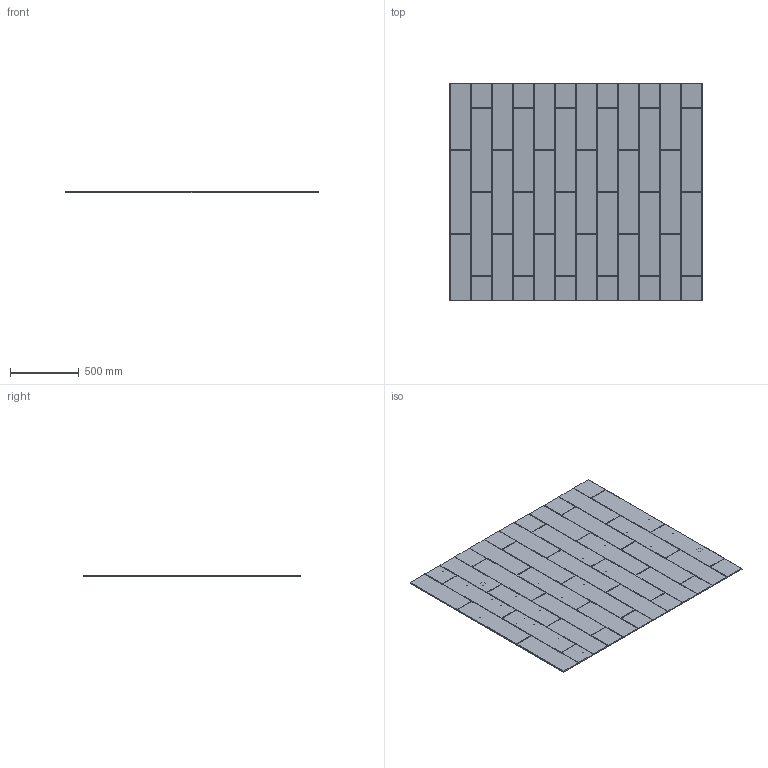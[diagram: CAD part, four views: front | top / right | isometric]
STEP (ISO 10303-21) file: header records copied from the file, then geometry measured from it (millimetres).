
FILE_DESCRIPTION (( 'STEP AP203' ), '1' );
FILE_NAME ('MSMK7262.STEP', '2021-10-26T14:00:34', ( '' ), ( '' ), 'SwSTEP 2.0', 'SolidWorks 2020', '' );
FILE_SCHEMA (( 'CONFIG_CONTROL_DESIGN' ));
Products named in the file (1): MSMK7262
Bounding box: 1828.8 x 1574.8 x 9.53 mm (x, y, z)
Volume: 27353406.8 mm3; surface area: 5838587.1 mm2
Topology: 1 solids, 1 shells, 882 faces, 2209 edges, 1377 vertices
Faces by surface type: cylinder 340, bspline 240, plane 234, torus 60, cone 8
Entity records: 55064 total; most frequent: CARTESIAN_POINT 36515, ORIENTED_EDGE 4418, DIRECTION 2798, EDGE_CURVE 2209, VERTEX_POINT 1377, B_SPLINE_CURVE_WITH_KNOTS 1021, AXIS2_PLACEMENT_3D 967, EDGE_LOOP 930
